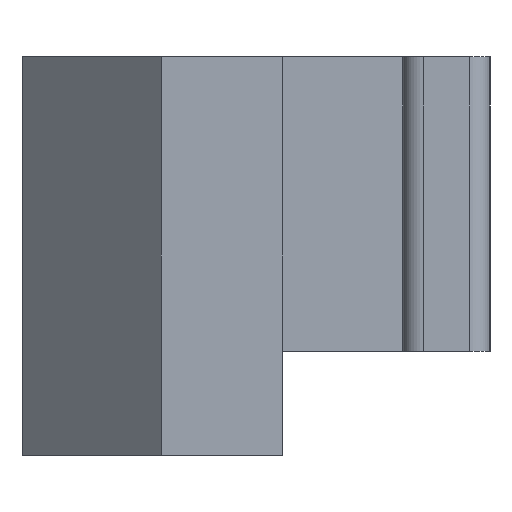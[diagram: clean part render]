
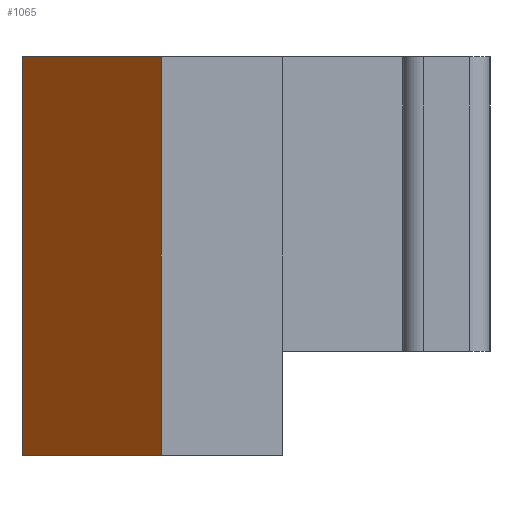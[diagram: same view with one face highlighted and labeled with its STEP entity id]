
A CAD part, left-side view. The second image highlights one B-rep face of the part: STEP entity #1065.
In plain terms, the highlighted planar face has unit normal (-0.707, 0.707, 0).
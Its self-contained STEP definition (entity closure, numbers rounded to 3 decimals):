
#48 = DIRECTION ( 'NONE',  ( 0.707, 0.707, 0. ) ) ;
#55 = DIRECTION ( 'NONE',  ( 0.707, -0.707, 0. ) ) ;
#63 = LINE ( 'NONE', #783, #362 ) ;
#116 = PLANE ( 'NONE',  #1340 ) ;
#150 = EDGE_LOOP ( 'NONE', ( #1041, #1421, #1002, #614 ) ) ;
#195 = CARTESIAN_POINT ( 'NONE',  ( -12.5, 1.875, 0. ) ) ;
#201 = CARTESIAN_POINT ( 'NONE',  ( -14.5, -0.125, 5.75 ) ) ;
#212 = EDGE_CURVE ( 'NONE', #285, #1346, #976, .T. ) ;
#252 = DIRECTION ( 'NONE',  ( 0., 0., -1. ) ) ;
#267 = EDGE_CURVE ( 'NONE', #1308, #285, #891, .T. ) ;
#279 = CARTESIAN_POINT ( 'NONE',  ( -14.5, -0.125, 5.75 ) ) ;
#285 = VERTEX_POINT ( 'NONE', #1439 ) ;
#310 = EDGE_CURVE ( 'NONE', #1000, #1346, #870, .T. ) ;
#362 = VECTOR ( 'NONE', #804, 1000. ) ;
#587 = EDGE_CURVE ( 'NONE', #1308, #1000, #63, .T. ) ;
#614 = ORIENTED_EDGE ( 'NONE', *, *, #587, .T. ) ;
#636 = VECTOR ( 'NONE', #1510, 1000. ) ;
#783 = CARTESIAN_POINT ( 'NONE',  ( -12.5, 1.875, 5.75 ) ) ;
#804 = DIRECTION ( 'NONE',  ( 0., 0., -1. ) ) ;
#870 = LINE ( 'NONE', #1207, #905 ) ;
#891 = LINE ( 'NONE', #1523, #636 ) ;
#905 = VECTOR ( 'NONE', #1201, 1000. ) ;
#976 = LINE ( 'NONE', #279, #1516 ) ;
#1000 = VERTEX_POINT ( 'NONE', #195 ) ;
#1002 = ORIENTED_EDGE ( 'NONE', *, *, #267, .F. ) ;
#1041 = ORIENTED_EDGE ( 'NONE', *, *, #310, .T. ) ;
#1065 = ADVANCED_FACE ( 'NONE', ( #1472 ), #116, .F. ) ;
#1201 = DIRECTION ( 'NONE',  ( -0.707, -0.707, 0. ) ) ;
#1207 = CARTESIAN_POINT ( 'NONE',  ( -14.5, -0.125, 0. ) ) ;
#1308 = VERTEX_POINT ( 'NONE', #1537 ) ;
#1340 = AXIS2_PLACEMENT_3D ( 'NONE', #201, #55, #48 ) ;
#1346 = VERTEX_POINT ( 'NONE', #1457 ) ;
#1421 = ORIENTED_EDGE ( 'NONE', *, *, #212, .F. ) ;
#1439 = CARTESIAN_POINT ( 'NONE',  ( -14.5, -0.125, 5.75 ) ) ;
#1457 = CARTESIAN_POINT ( 'NONE',  ( -14.5, -0.125, 0. ) ) ;
#1472 = FACE_OUTER_BOUND ( 'NONE', #150, .T. ) ;
#1510 = DIRECTION ( 'NONE',  ( -0.707, -0.707, 0. ) ) ;
#1516 = VECTOR ( 'NONE', #252, 1000. ) ;
#1523 = CARTESIAN_POINT ( 'NONE',  ( -14.5, -0.125, 5.75 ) ) ;
#1537 = CARTESIAN_POINT ( 'NONE',  ( -12.5, 1.875, 5.75 ) ) ;
